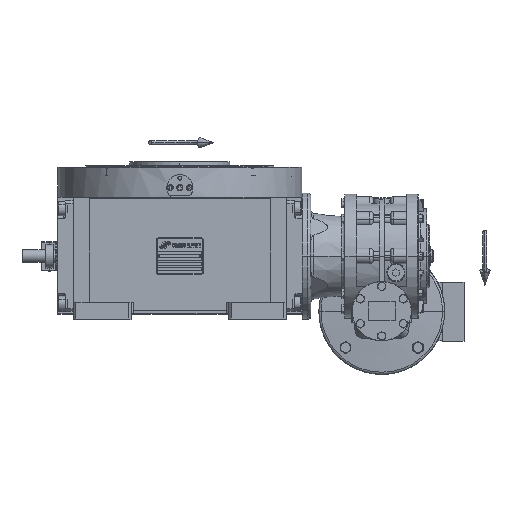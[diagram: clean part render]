
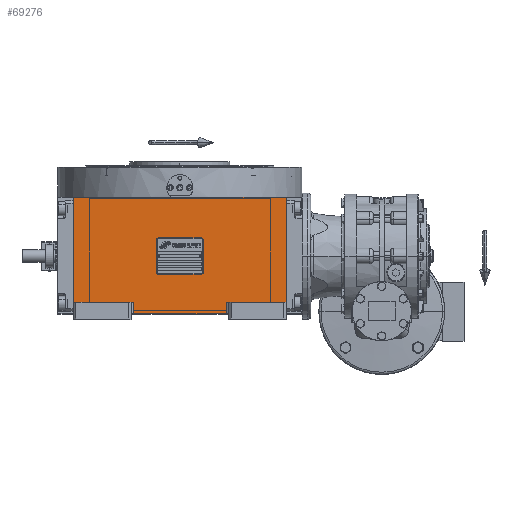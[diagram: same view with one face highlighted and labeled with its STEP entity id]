
A CAD part, top view. The second image highlights one B-rep face of the part: STEP entity #69276.
In plain terms, the highlighted planar face has unit normal (0, 0, 1).
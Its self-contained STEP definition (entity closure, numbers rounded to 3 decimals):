
#3934 = VERTEX_POINT ( 'NONE', #117177 ) ;
#4960 = CARTESIAN_POINT ( 'NONE',  ( -135., 75., 226. ) ) ;
#6657 = ORIENTED_EDGE ( 'NONE', *, *, #85431, .T. ) ;
#6784 = VECTOR ( 'NONE', #140510, 1000. ) ;
#7217 = EDGE_LOOP ( 'NONE', ( #81129, #73419, #80684, #6657, #92010, #101551, #40379, #20605 ) ) ;
#10713 = DIRECTION ( 'NONE',  ( 0., 1., 0. ) ) ;
#17448 = VECTOR ( 'NONE', #44712, 1000. ) ;
#19361 = EDGE_CURVE ( 'NONE', #75455, #3934, #50059, .T. ) ;
#19784 = CARTESIAN_POINT ( 'NONE',  ( 59., -59., 226. ) ) ;
#20605 = ORIENTED_EDGE ( 'NONE', *, *, #82305, .F. ) ;
#20636 = DIRECTION ( 'NONE',  ( 1., 0., 0. ) ) ;
#21689 = CARTESIAN_POINT ( 'NONE',  ( 135., -59., 226. ) ) ;
#21958 = LINE ( 'NONE', #19784, #89161 ) ;
#29827 = VERTEX_POINT ( 'NONE', #90499 ) ;
#40379 = ORIENTED_EDGE ( 'NONE', *, *, #19361, .T. ) ;
#40916 = EDGE_CURVE ( 'NONE', #68435, #49439, #21958, .T. ) ;
#40927 = DIRECTION ( 'NONE',  ( 0., -1., 0. ) ) ;
#43985 = LINE ( 'NONE', #65889, #17448 ) ;
#44712 = DIRECTION ( 'NONE',  ( 0., 1., 0. ) ) ;
#49439 = VERTEX_POINT ( 'NONE', #75443 ) ;
#49859 = EDGE_CURVE ( 'NONE', #75455, #95413, #97504, .T. ) ;
#50059 = LINE ( 'NONE', #82846, #141885 ) ;
#57697 = AXIS2_PLACEMENT_3D ( 'NONE', #96494, #142346, #20636 ) ;
#62671 = VERTEX_POINT ( 'NONE', #84922 ) ;
#65889 = CARTESIAN_POINT ( 'NONE',  ( -59., -73., 226. ) ) ;
#68435 = VERTEX_POINT ( 'NONE', #124460 ) ;
#69276 = ADVANCED_FACE ( 'NONE', ( #97919 ), #141639, .T. ) ;
#70133 = VECTOR ( 'NONE', #106800, 1000. ) ;
#70516 = DIRECTION ( 'NONE',  ( 1., 0., 0. ) ) ;
#71430 = CARTESIAN_POINT ( 'NONE',  ( -135., 75., 226. ) ) ;
#71477 = VECTOR ( 'NONE', #10713, 1000. ) ;
#71945 = VECTOR ( 'NONE', #114368, 1000. ) ;
#73419 = ORIENTED_EDGE ( 'NONE', *, *, #40916, .F. ) ;
#75443 = CARTESIAN_POINT ( 'NONE',  ( 59., -73., 226. ) ) ;
#75455 = VERTEX_POINT ( 'NONE', #91262 ) ;
#75858 = DIRECTION ( 'NONE',  ( 1., 0., 0. ) ) ;
#80684 = ORIENTED_EDGE ( 'NONE', *, *, #112430, .T. ) ;
#81129 = ORIENTED_EDGE ( 'NONE', *, *, #105105, .T. ) ;
#82305 = EDGE_CURVE ( 'NONE', #124444, #3934, #43985, .T. ) ;
#82846 = CARTESIAN_POINT ( 'NONE',  ( -135., -59., 226. ) ) ;
#84922 = CARTESIAN_POINT ( 'NONE',  ( 135., -59., 226. ) ) ;
#85129 = CARTESIAN_POINT ( 'NONE',  ( -135., -59., 226. ) ) ;
#85431 = EDGE_CURVE ( 'NONE', #62671, #29827, #87288, .T. ) ;
#87288 = LINE ( 'NONE', #21689, #71477 ) ;
#89161 = VECTOR ( 'NONE', #40927, 1000. ) ;
#89626 = VECTOR ( 'NONE', #75858, 1000. ) ;
#90499 = CARTESIAN_POINT ( 'NONE',  ( 135., 75., 226. ) ) ;
#91262 = CARTESIAN_POINT ( 'NONE',  ( -135., -59., 226. ) ) ;
#92010 = ORIENTED_EDGE ( 'NONE', *, *, #118992, .F. ) ;
#95413 = VERTEX_POINT ( 'NONE', #71430 ) ;
#96494 = CARTESIAN_POINT ( 'NONE',  ( -135., -73., 226. ) ) ;
#97288 = LINE ( 'NONE', #139558, #70133 ) ;
#97504 = LINE ( 'NONE', #85129, #6784 ) ;
#97919 = FACE_OUTER_BOUND ( 'NONE', #7217, .T. ) ;
#101551 = ORIENTED_EDGE ( 'NONE', *, *, #49859, .F. ) ;
#103447 = LINE ( 'NONE', #4960, #71945 ) ;
#105105 = EDGE_CURVE ( 'NONE', #124444, #49439, #97288, .T. ) ;
#106800 = DIRECTION ( 'NONE',  ( 1., 0., 0. ) ) ;
#112430 = EDGE_CURVE ( 'NONE', #68435, #62671, #118159, .T. ) ;
#114368 = DIRECTION ( 'NONE',  ( 1., 0., 0. ) ) ;
#117177 = CARTESIAN_POINT ( 'NONE',  ( -59., -59., 226. ) ) ;
#118159 = LINE ( 'NONE', #142149, #89626 ) ;
#118992 = EDGE_CURVE ( 'NONE', #95413, #29827, #103447, .T. ) ;
#124444 = VERTEX_POINT ( 'NONE', #132235 ) ;
#124460 = CARTESIAN_POINT ( 'NONE',  ( 59., -59., 226. ) ) ;
#132235 = CARTESIAN_POINT ( 'NONE',  ( -59., -73., 226. ) ) ;
#139558 = CARTESIAN_POINT ( 'NONE',  ( -59., -73., 226. ) ) ;
#140510 = DIRECTION ( 'NONE',  ( 0., 1., 0. ) ) ;
#141639 = PLANE ( 'NONE',  #57697 ) ;
#141885 = VECTOR ( 'NONE', #70516, 1000. ) ;
#142149 = CARTESIAN_POINT ( 'NONE',  ( 59., -59., 226. ) ) ;
#142346 = DIRECTION ( 'NONE',  ( 0., 0., 1. ) ) ;
